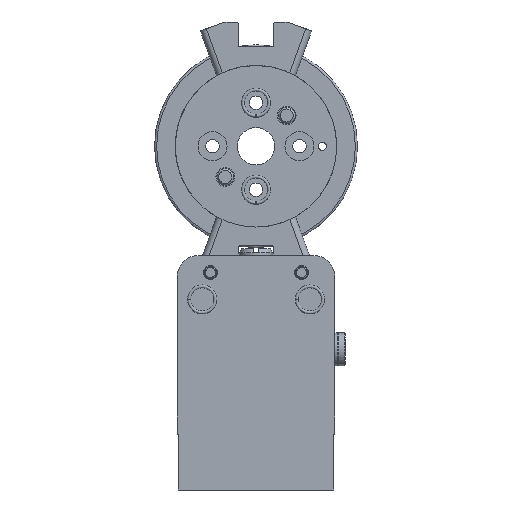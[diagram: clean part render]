
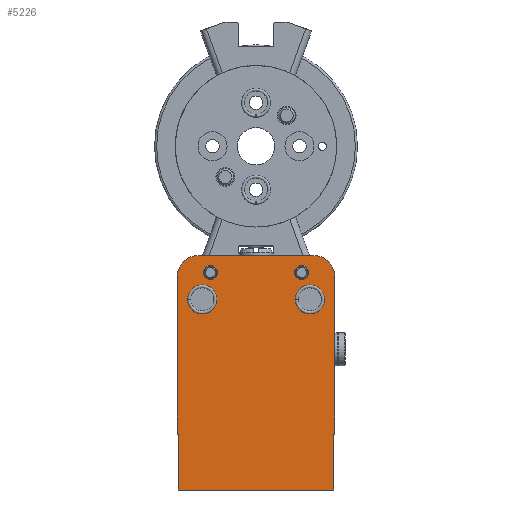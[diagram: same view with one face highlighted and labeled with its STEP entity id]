
A CAD part, front view. The second image highlights one B-rep face of the part: STEP entity #5226.
In plain terms, the highlighted planar face has unit normal (0, -1, 0).
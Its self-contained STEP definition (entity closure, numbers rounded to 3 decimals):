
#257=PLANE('',#5857);
#586=CIRCLE('',#5858,3.5);
#587=CIRCLE('',#5859,3.5);
#588=CIRCLE('',#5860,1.7);
#589=CIRCLE('',#5861,1.7);
#590=CIRCLE('',#5862,5.);
#591=CIRCLE('',#5863,5.);
#1530=ORIENTED_EDGE('',*,*,#2528,.T.);
#1531=ORIENTED_EDGE('',*,*,#2529,.F.);
#1532=ORIENTED_EDGE('',*,*,#2530,.T.);
#1533=ORIENTED_EDGE('',*,*,#2531,.F.);
#1534=ORIENTED_EDGE('',*,*,#2532,.F.);
#1535=ORIENTED_EDGE('',*,*,#2500,.F.);
#1536=ORIENTED_EDGE('',*,*,#2533,.T.);
#1537=ORIENTED_EDGE('',*,*,#2534,.F.);
#1538=ORIENTED_EDGE('',*,*,#2436,.T.);
#1539=ORIENTED_EDGE('',*,*,#2535,.T.);
#1540=ORIENTED_EDGE('',*,*,#2497,.T.);
#1541=ORIENTED_EDGE('',*,*,#2513,.T.);
#1542=ORIENTED_EDGE('',*,*,#2536,.F.);
#1543=ORIENTED_EDGE('',*,*,#2506,.F.);
#2436=EDGE_CURVE('',#3028,#3027,#3423,.T.);
#2497=EDGE_CURVE('',#3082,#3081,#3445,.T.);
#2500=EDGE_CURVE('',#3084,#3085,#3447,.T.);
#2506=EDGE_CURVE('',#3089,#3090,#3453,.T.);
#2513=EDGE_CURVE('',#3081,#3095,#3459,.T.);
#2528=EDGE_CURVE('',#3100,#3100,#586,.T.);
#2529=EDGE_CURVE('',#3101,#3101,#587,.T.);
#2530=EDGE_CURVE('',#3102,#3102,#588,.T.);
#2531=EDGE_CURVE('',#3103,#3103,#589,.T.);
#2532=EDGE_CURVE('',#3085,#3089,#590,.T.);
#2533=EDGE_CURVE('',#3084,#3104,#3469,.T.);
#2534=EDGE_CURVE('',#3028,#3104,#3470,.T.);
#2535=EDGE_CURVE('',#3027,#3082,#3471,.T.);
#2536=EDGE_CURVE('',#3090,#3095,#591,.T.);
#3027=VERTEX_POINT('',#8770);
#3028=VERTEX_POINT('',#8772);
#3081=VERTEX_POINT('',#8936);
#3082=VERTEX_POINT('',#8938);
#3084=VERTEX_POINT('',#8944);
#3085=VERTEX_POINT('',#8945);
#3089=VERTEX_POINT('',#8955);
#3090=VERTEX_POINT('',#8957);
#3095=VERTEX_POINT('',#8970);
#3100=VERTEX_POINT('',#9009);
#3101=VERTEX_POINT('',#9011);
#3102=VERTEX_POINT('',#9013);
#3103=VERTEX_POINT('',#9015);
#3104=VERTEX_POINT('',#9018);
#3423=LINE('',#8771,#3774);
#3445=LINE('',#8937,#3796);
#3447=LINE('',#8943,#3798);
#3453=LINE('',#8956,#3804);
#3459=LINE('',#8971,#3810);
#3469=LINE('',#9017,#3820);
#3470=LINE('',#9019,#3821);
#3471=LINE('',#9020,#3822);
#3774=VECTOR('',#6974,1000.);
#3796=VECTOR('',#7072,1000.);
#3798=VECTOR('',#7078,1000.);
#3804=VECTOR('',#7086,1000.);
#3810=VECTOR('',#7098,1000.);
#3820=VECTOR('',#7132,1000.);
#3821=VECTOR('',#7133,1000.);
#3822=VECTOR('',#7134,1000.);
#4221=EDGE_LOOP('',(#1530));
#4222=EDGE_LOOP('',(#1531));
#4223=EDGE_LOOP('',(#1532));
#4224=EDGE_LOOP('',(#1533));
#4225=EDGE_LOOP('',(#1534,#1535,#1536,#1537,#1538,#1539,#1540,#1541,#1542,
#1543));
#4712=FACE_BOUND('',#4221,.T.);
#4713=FACE_BOUND('',#4222,.T.);
#4714=FACE_BOUND('',#4223,.T.);
#4715=FACE_BOUND('',#4224,.T.);
#4716=FACE_BOUND('',#4225,.T.);
#5226=ADVANCED_FACE('',(#4712,#4713,#4714,#4715,#4716),#257,.T.);
#5857=AXIS2_PLACEMENT_3D('',#9007,#7120,#7121);
#5858=AXIS2_PLACEMENT_3D('',#9008,#7122,#7123);
#5859=AXIS2_PLACEMENT_3D('',#9010,#7124,#7125);
#5860=AXIS2_PLACEMENT_3D('',#9012,#7126,#7127);
#5861=AXIS2_PLACEMENT_3D('',#9014,#7128,#7129);
#5862=AXIS2_PLACEMENT_3D('',#9016,#7130,#7131);
#5863=AXIS2_PLACEMENT_3D('',#9021,#7135,#7136);
#6974=DIRECTION('',(1.,0.,0.));
#7072=DIRECTION('',(1.,0.,0.));
#7078=DIRECTION('',(0.,0.,1.));
#7086=DIRECTION('',(1.,0.,0.));
#7098=DIRECTION('',(0.,0.,1.));
#7120=DIRECTION('',(0.,-1.,0.));
#7121=DIRECTION('',(0.,0.,-1.));
#7122=DIRECTION('',(0.,1.,0.));
#7123=DIRECTION('',(0.,0.,1.));
#7124=DIRECTION('',(0.,-1.,0.));
#7125=DIRECTION('',(0.,0.,-1.));
#7126=DIRECTION('',(0.,1.,0.));
#7127=DIRECTION('',(0.,0.,1.));
#7128=DIRECTION('',(0.,-1.,0.));
#7129=DIRECTION('',(0.,0.,-1.));
#7130=DIRECTION('',(0.,1.,0.));
#7131=DIRECTION('',(1.,0.,0.));
#7132=DIRECTION('',(1.,0.,0.));
#7133=DIRECTION('',(0.,0.,1.));
#7134=DIRECTION('',(0.,0.,1.));
#7135=DIRECTION('',(0.,1.,0.));
#7136=DIRECTION('',(1.,0.,0.));
#8770=CARTESIAN_POINT('',(18.8,0.,-56.6));
#8771=CARTESIAN_POINT('',(-18.8,0.,-56.6));
#8772=CARTESIAN_POINT('',(-18.8,0.,-56.6));
#8936=CARTESIAN_POINT('',(19.,0.,-43.1));
#8937=CARTESIAN_POINT('',(-19.,0.,-43.1));
#8938=CARTESIAN_POINT('',(18.8,0.,-43.1));
#8943=CARTESIAN_POINT('',(-19.,0.,-43.1));
#8944=CARTESIAN_POINT('',(-19.,0.,-43.1));
#8945=CARTESIAN_POINT('',(-19.,0.,-5.));
#8955=CARTESIAN_POINT('',(-14.,0.,0.));
#8956=CARTESIAN_POINT('',(-19.,0.,0.));
#8957=CARTESIAN_POINT('',(14.,0.,0.));
#8970=CARTESIAN_POINT('',(19.,0.,-5.));
#8971=CARTESIAN_POINT('',(19.,0.,-43.1));
#9007=CARTESIAN_POINT('',(-19.,0.,-43.1));
#9008=CARTESIAN_POINT('',(-13.,0.,-10.6));
#9009=CARTESIAN_POINT('',(-13.,0.,-7.1));
#9010=CARTESIAN_POINT('',(13.,0.,-10.6));
#9011=CARTESIAN_POINT('',(13.,0.,-14.1));
#9012=CARTESIAN_POINT('',(-11.,0.,-4.1));
#9013=CARTESIAN_POINT('',(-11.,0.,-2.4));
#9014=CARTESIAN_POINT('',(11.,0.,-4.1));
#9015=CARTESIAN_POINT('',(11.,0.,-5.8));
#9016=CARTESIAN_POINT('',(-14.,0.,-5.));
#9017=CARTESIAN_POINT('',(-19.,0.,-43.1));
#9018=CARTESIAN_POINT('',(-18.8,0.,-43.1));
#9019=CARTESIAN_POINT('',(-18.8,0.,-56.6));
#9020=CARTESIAN_POINT('',(18.8,0.,-56.6));
#9021=CARTESIAN_POINT('',(14.,0.,-5.));
